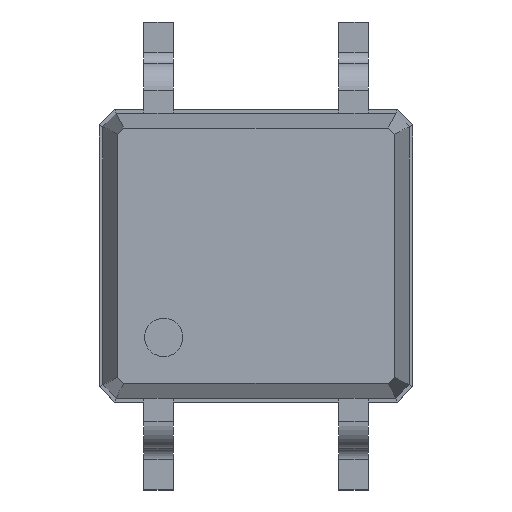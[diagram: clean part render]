
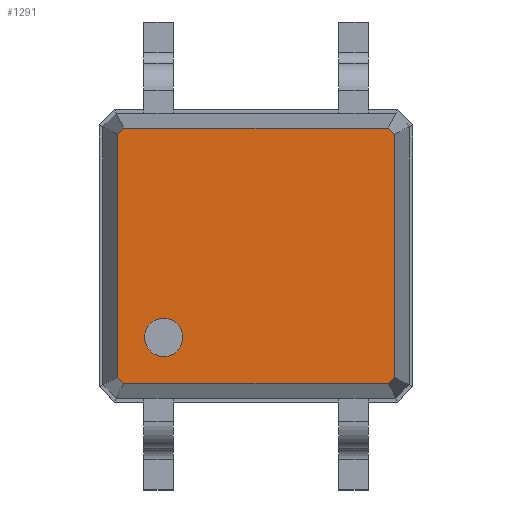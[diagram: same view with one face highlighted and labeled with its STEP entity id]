
A CAD part, top view. The second image highlights one B-rep face of the part: STEP entity #1291.
In plain terms, the highlighted planar face has unit normal (0, 0, 1).
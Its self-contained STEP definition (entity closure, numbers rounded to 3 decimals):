
#796 = VERTEX_POINT('',#797);
#797 = CARTESIAN_POINT('',(1.724,1.664,2.1));
#802 = EDGE_CURVE('',#803,#796,#805,.T.);
#803 = VERTEX_POINT('',#804);
#804 = CARTESIAN_POINT('',(-1.724,1.664,2.1));
#805 = LINE('',#806,#807);
#806 = CARTESIAN_POINT('',(-1.724,1.664,2.1));
#807 = VECTOR('',#808,1.);
#808 = DIRECTION('',(1.,0.,0.));
#1274 = EDGE_CURVE('',#1275,#803,#1277,.T.);
#1275 = VERTEX_POINT('',#1276);
#1276 = CARTESIAN_POINT('',(-1.803,1.584,2.1));
#1277 = LINE('',#1278,#1279);
#1278 = CARTESIAN_POINT('',(-1.803,1.584,2.1));
#1279 = VECTOR('',#1280,1.);
#1280 = DIRECTION('',(0.707,0.707,0.));
#1291 = ADVANCED_FACE('',(#1292,#1342),#1353,.T.);
#1292 = FACE_BOUND('',#1293,.T.);
#1293 = EDGE_LOOP('',(#1294,#1302,#1310,#1318,#1326,#1334,#1340,#1341));
#1294 = ORIENTED_EDGE('',*,*,#1295,.F.);
#1295 = EDGE_CURVE('',#1296,#1275,#1298,.T.);
#1296 = VERTEX_POINT('',#1297);
#1297 = CARTESIAN_POINT('',(-1.803,-1.584,2.1));
#1298 = LINE('',#1299,#1300);
#1299 = CARTESIAN_POINT('',(-1.803,-1.584,2.1));
#1300 = VECTOR('',#1301,1.);
#1301 = DIRECTION('',(0.,1.,0.));
#1302 = ORIENTED_EDGE('',*,*,#1303,.F.);
#1303 = EDGE_CURVE('',#1304,#1296,#1306,.T.);
#1304 = VERTEX_POINT('',#1305);
#1305 = CARTESIAN_POINT('',(-1.724,-1.664,2.1));
#1306 = LINE('',#1307,#1308);
#1307 = CARTESIAN_POINT('',(-1.724,-1.664,2.1));
#1308 = VECTOR('',#1309,1.);
#1309 = DIRECTION('',(-0.707,0.707,0.));
#1310 = ORIENTED_EDGE('',*,*,#1311,.F.);
#1311 = EDGE_CURVE('',#1312,#1304,#1314,.T.);
#1312 = VERTEX_POINT('',#1313);
#1313 = CARTESIAN_POINT('',(1.724,-1.664,2.1));
#1314 = LINE('',#1315,#1316);
#1315 = CARTESIAN_POINT('',(1.724,-1.664,2.1));
#1316 = VECTOR('',#1317,1.);
#1317 = DIRECTION('',(-1.,0.,0.));
#1318 = ORIENTED_EDGE('',*,*,#1319,.F.);
#1319 = EDGE_CURVE('',#1320,#1312,#1322,.T.);
#1320 = VERTEX_POINT('',#1321);
#1321 = CARTESIAN_POINT('',(1.803,-1.584,2.1));
#1322 = LINE('',#1323,#1324);
#1323 = CARTESIAN_POINT('',(1.803,-1.584,2.1));
#1324 = VECTOR('',#1325,1.);
#1325 = DIRECTION('',(-0.707,-0.707,0.));
#1326 = ORIENTED_EDGE('',*,*,#1327,.F.);
#1327 = EDGE_CURVE('',#1328,#1320,#1330,.T.);
#1328 = VERTEX_POINT('',#1329);
#1329 = CARTESIAN_POINT('',(1.803,1.584,2.1));
#1330 = LINE('',#1331,#1332);
#1331 = CARTESIAN_POINT('',(1.803,1.584,2.1));
#1332 = VECTOR('',#1333,1.);
#1333 = DIRECTION('',(0.,-1.,0.));
#1334 = ORIENTED_EDGE('',*,*,#1335,.F.);
#1335 = EDGE_CURVE('',#796,#1328,#1336,.T.);
#1336 = LINE('',#1337,#1338);
#1337 = CARTESIAN_POINT('',(1.724,1.664,2.1));
#1338 = VECTOR('',#1339,1.);
#1339 = DIRECTION('',(0.707,-0.707,0.));
#1340 = ORIENTED_EDGE('',*,*,#802,.F.);
#1341 = ORIENTED_EDGE('',*,*,#1274,.F.);
#1342 = FACE_BOUND('',#1343,.T.);
#1343 = EDGE_LOOP('',(#1344));
#1344 = ORIENTED_EDGE('',*,*,#1345,.F.);
#1345 = EDGE_CURVE('',#1346,#1346,#1348,.T.);
#1346 = VERTEX_POINT('',#1347);
#1347 = CARTESIAN_POINT('',(-0.953,-1.064,2.1));
#1348 = CIRCLE('',#1349,0.25);
#1349 = AXIS2_PLACEMENT_3D('',#1350,#1351,#1352);
#1350 = CARTESIAN_POINT('',(-1.203,-1.064,2.1));
#1351 = DIRECTION('',(0.,0.,1.));
#1352 = DIRECTION('',(1.,0.,0.));
#1353 = PLANE('',#1354);
#1354 = AXIS2_PLACEMENT_3D('',#1355,#1356,#1357);
#1355 = CARTESIAN_POINT('',(-1.803,-1.584,2.1));
#1356 = DIRECTION('',(0.,0.,1.));
#1357 = DIRECTION('',(0.751,0.66,0.));
